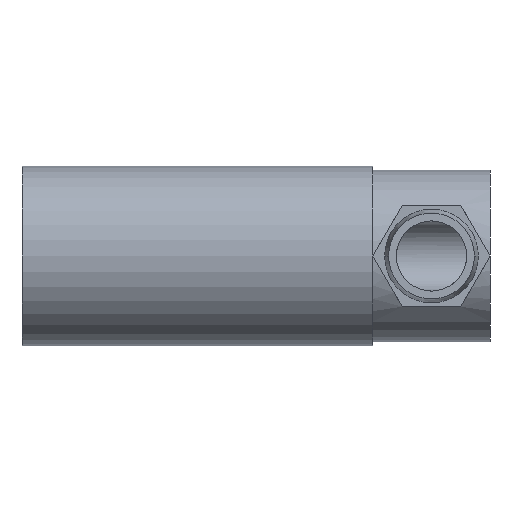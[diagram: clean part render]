
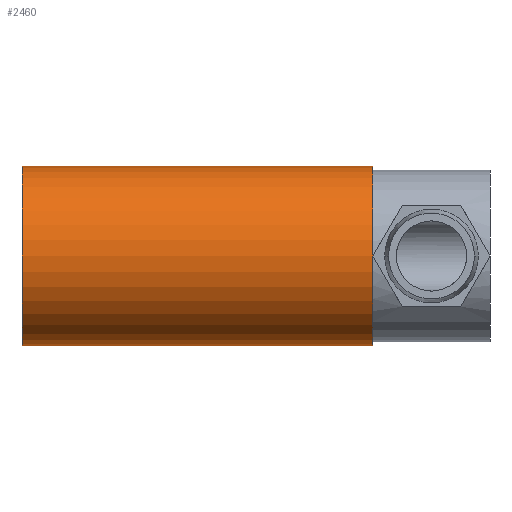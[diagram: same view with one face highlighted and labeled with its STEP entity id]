
A CAD part, front view. The second image highlights one B-rep face of the part: STEP entity #2460.
In plain terms, the highlighted cylindrical face has radius 11.5 mm (diameter 23 mm), a partial arc.
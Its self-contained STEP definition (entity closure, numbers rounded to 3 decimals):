
#173 = AXIS2_PLACEMENT_3D ( 'NONE', #6734, #5350, #8117 ) ;
#235 = CARTESIAN_POINT ( 'NONE',  ( 0., 0., 11.5 ) ) ;
#401 = CARTESIAN_POINT ( 'NONE',  ( 45., 0., 11.5 ) ) ;
#695 = FACE_OUTER_BOUND ( 'NONE', #2889, .T. ) ;
#1088 = VERTEX_POINT ( 'NONE', #401 ) ;
#1219 = LINE ( 'NONE', #3943, #8387 ) ;
#2059 = CARTESIAN_POINT ( 'NONE',  ( 45., 0., -11.5 ) ) ;
#2122 = VERTEX_POINT ( 'NONE', #3299 ) ;
#2460 = ADVANCED_FACE ( 'NONE', ( #695 ), #3420, .T. ) ;
#2672 = AXIS2_PLACEMENT_3D ( 'NONE', #8048, #3997, #7433 ) ;
#2859 = EDGE_CURVE ( 'NONE', #3376, #2122, #1219, .T. ) ;
#2889 = EDGE_LOOP ( 'NONE', ( #3117, #7599, #5288, #7519 ) ) ;
#2926 = DIRECTION ( 'NONE',  ( -1., 0., 0. ) ) ;
#3067 = VERTEX_POINT ( 'NONE', #235 ) ;
#3117 = ORIENTED_EDGE ( 'NONE', *, *, #2859, .F. ) ;
#3299 = CARTESIAN_POINT ( 'NONE',  ( 0., 0., -11.5 ) ) ;
#3312 = VECTOR ( 'NONE', #7455, 1000. ) ;
#3376 = VERTEX_POINT ( 'NONE', #2059 ) ;
#3420 = CYLINDRICAL_SURFACE ( 'NONE', #2672, 11.5 ) ;
#3721 = CIRCLE ( 'NONE', #7576, 11.5 ) ;
#3943 = CARTESIAN_POINT ( 'NONE',  ( 0., 0., -11.5 ) ) ;
#3997 = DIRECTION ( 'NONE',  ( -1., 0., 0. ) ) ;
#4015 = CIRCLE ( 'NONE', #173, 11.5 ) ;
#4925 = CARTESIAN_POINT ( 'NONE',  ( 45., 0., 0. ) ) ;
#5073 = EDGE_CURVE ( 'NONE', #3376, #1088, #3721, .T. ) ;
#5288 = ORIENTED_EDGE ( 'NONE', *, *, #8456, .T. ) ;
#5350 = DIRECTION ( 'NONE',  ( -1., 0., 0. ) ) ;
#6692 = DIRECTION ( 'NONE',  ( -1., 0., 0. ) ) ;
#6734 = CARTESIAN_POINT ( 'NONE',  ( 0., 0., 0. ) ) ;
#6821 = CARTESIAN_POINT ( 'NONE',  ( 0., 0., 11.5 ) ) ;
#7433 = DIRECTION ( 'NONE',  ( 0., 0., 1. ) ) ;
#7455 = DIRECTION ( 'NONE',  ( -1., 0., 0. ) ) ;
#7519 = ORIENTED_EDGE ( 'NONE', *, *, #8462, .F. ) ;
#7576 = AXIS2_PLACEMENT_3D ( 'NONE', #4925, #2926, #7607 ) ;
#7599 = ORIENTED_EDGE ( 'NONE', *, *, #5073, .T. ) ;
#7607 = DIRECTION ( 'NONE',  ( 0., 0., 1. ) ) ;
#8048 = CARTESIAN_POINT ( 'NONE',  ( 0., 0., 0. ) ) ;
#8117 = DIRECTION ( 'NONE',  ( 0., 0., 1. ) ) ;
#8164 = LINE ( 'NONE', #6821, #3312 ) ;
#8387 = VECTOR ( 'NONE', #6692, 1000. ) ;
#8456 = EDGE_CURVE ( 'NONE', #1088, #3067, #8164, .T. ) ;
#8462 = EDGE_CURVE ( 'NONE', #2122, #3067, #4015, .T. ) ;
